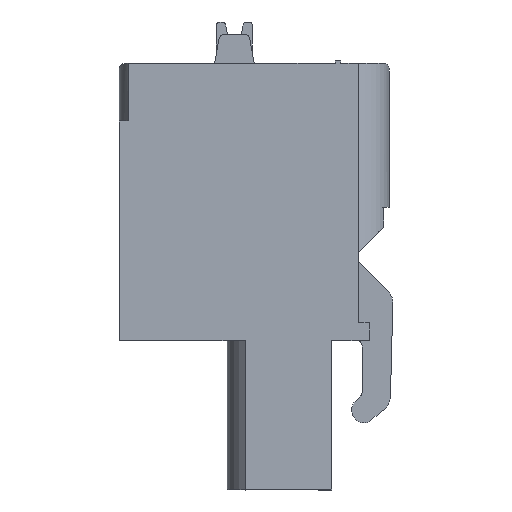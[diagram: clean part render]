
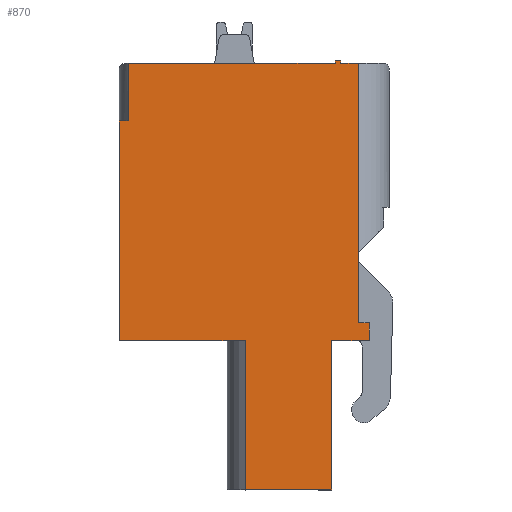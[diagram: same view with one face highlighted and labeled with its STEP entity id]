
A CAD part, left-side view. The second image highlights one B-rep face of the part: STEP entity #870.
In plain terms, the highlighted planar face has unit normal (-1, 0, 0).
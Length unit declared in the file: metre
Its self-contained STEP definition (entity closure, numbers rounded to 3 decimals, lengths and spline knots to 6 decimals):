
#870=ADVANCED_FACE('',(#1974),#1975,.F.);
#1974=FACE_OUTER_BOUND('',#3306,.T.);
#1975=PLANE('',#3307);
#3306=EDGE_LOOP('',(#6011,#6012,#6013,#6014,#6015,#6016,#6017,#6018,#6019,#6020,#6021,#6022,#6023,#6024,#6025,#6026));
#3307=AXIS2_PLACEMENT_3D('',#6027,#6028,#6029);
#6011=ORIENTED_EDGE('',*,*,#9082,.T.);
#6012=ORIENTED_EDGE('',*,*,#9010,.T.);
#6013=ORIENTED_EDGE('',*,*,#8063,.T.);
#6014=ORIENTED_EDGE('',*,*,#8235,.T.);
#6015=ORIENTED_EDGE('',*,*,#9083,.T.);
#6016=ORIENTED_EDGE('',*,*,#9050,.T.);
#6017=ORIENTED_EDGE('',*,*,#9084,.T.);
#6018=ORIENTED_EDGE('',*,*,#9085,.T.);
#6019=ORIENTED_EDGE('',*,*,#9086,.T.);
#6020=ORIENTED_EDGE('',*,*,#9087,.T.);
#6021=ORIENTED_EDGE('',*,*,#9088,.T.);
#6022=ORIENTED_EDGE('',*,*,#8929,.T.);
#6023=ORIENTED_EDGE('',*,*,#8682,.T.);
#6024=ORIENTED_EDGE('',*,*,#9089,.F.);
#6025=ORIENTED_EDGE('',*,*,#8745,.F.);
#6026=ORIENTED_EDGE('',*,*,#9090,.F.);
#6027=CARTESIAN_POINT('',(-0.00508,0.005034,-0.007));
#6028=DIRECTION('',(1.0,0.,0.));
#6029=DIRECTION('',(0.,0.0,1.0));
#8063=EDGE_CURVE('',#9717,#9715,#9718,.T.);
#8235=EDGE_CURVE('',#9715,#10017,#10019,.T.);
#8682=EDGE_CURVE('',#10756,#10754,#10757,.T.);
#8745=EDGE_CURVE('',#10855,#10857,#10858,.T.);
#8929=EDGE_CURVE('',#11132,#10756,#11133,.T.);
#9010=EDGE_CURVE('',#11249,#9717,#11250,.T.);
#9050=EDGE_CURVE('',#11307,#11305,#11308,.T.);
#9082=EDGE_CURVE('',#11349,#11249,#11350,.T.);
#9083=EDGE_CURVE('',#10017,#11307,#11351,.T.);
#9084=EDGE_CURVE('',#11305,#11352,#11353,.T.);
#9085=EDGE_CURVE('',#11352,#11354,#11355,.T.);
#9086=EDGE_CURVE('',#11354,#11356,#11357,.T.);
#9087=EDGE_CURVE('',#11356,#11358,#11359,.T.);
#9088=EDGE_CURVE('',#11358,#11132,#11360,.T.);
#9089=EDGE_CURVE('',#10857,#10754,#11361,.T.);
#9090=EDGE_CURVE('',#11349,#10855,#11362,.T.);
#9715=VERTEX_POINT('',#12129);
#9717=VERTEX_POINT('',#12132);
#9718=LINE('',#12133,#12134);
#10017=VERTEX_POINT('',#12557);
#10019=LINE('',#12560,#12561);
#10754=VERTEX_POINT('',#13602);
#10756=VERTEX_POINT('',#13605);
#10757=LINE('',#13606,#13607);
#10855=VERTEX_POINT('',#13747);
#10857=VERTEX_POINT('',#13750);
#10858=LINE('',#13751,#13752);
#11132=VERTEX_POINT('',#14142);
#11133=LINE('',#14143,#14144);
#11249=VERTEX_POINT('',#14309);
#11250=LINE('',#14310,#14311);
#11305=VERTEX_POINT('',#14391);
#11307=VERTEX_POINT('',#14394);
#11308=LINE('',#14395,#14396);
#11349=VERTEX_POINT('',#14455);
#11350=LINE('',#14456,#14457);
#11351=LINE('',#14458,#14459);
#11352=VERTEX_POINT('',#14460);
#11353=LINE('',#14461,#14462);
#11354=VERTEX_POINT('',#14463);
#11355=LINE('',#14464,#14465);
#11356=VERTEX_POINT('',#14466);
#11357=LINE('',#14467,#14468);
#11358=VERTEX_POINT('',#14469);
#11359=LINE('',#14470,#14471);
#11360=LINE('',#14472,#14473);
#11361=LINE('',#14474,#14475);
#11362=LINE('',#14476,#14477);
#12129=CARTESIAN_POINT('',(-0.00508,0.0,-0.0083));
#12132=CARTESIAN_POINT('',(-0.00508,0.,-0.00815));
#12133=CARTESIAN_POINT('',(-0.00508,0.,-0.0083));
#12134=VECTOR('',#15391,1.0);
#12557=CARTESIAN_POINT('',(-0.00508,0.0115,-0.0083));
#12560=CARTESIAN_POINT('',(-0.00508,0.0115,-0.0083));
#12561=VECTOR('',#15597,1.0);
#13602=CARTESIAN_POINT('',(-0.00508,-0.0019,-0.0227));
#13605=CARTESIAN_POINT('',(-0.00508,-0.0019,-0.0237));
#13606=CARTESIAN_POINT('',(-0.00508,-0.0019,-0.007));
#13607=VECTOR('',#16079,1.0);
#13747=CARTESIAN_POINT('',(-0.00508,-0.0013,-0.0083));
#13750=CARTESIAN_POINT('',(-0.00508,-0.0013,-0.0227));
#13751=CARTESIAN_POINT('',(-0.00508,-0.0013,-0.0238));
#13752=VECTOR('',#16147,1.0);
#14142=CARTESIAN_POINT('',(-0.00508,0.0002,-0.0237));
#14143=CARTESIAN_POINT('',(-0.00508,-0.0003,-0.0237));
#14144=VECTOR('',#16351,1.0);
#14309=CARTESIAN_POINT('',(-0.00508,-0.0003,-0.00815));
#14310=CARTESIAN_POINT('',(-0.00508,0.,-0.00815));
#14311=VECTOR('',#16431,1.0);
#14391=CARTESIAN_POINT('',(-0.00508,0.012,-0.0115));
#14394=CARTESIAN_POINT('',(-0.00508,0.0115,-0.0115));
#14395=CARTESIAN_POINT('',(-0.00508,0.012,-0.0115));
#14396=VECTOR('',#16467,1.0);
#14455=CARTESIAN_POINT('',(-0.00508,-0.0003,-0.0083));
#14456=CARTESIAN_POINT('',(-0.00508,-0.0003,-0.00815));
#14457=VECTOR('',#16501,1.0);
#14458=CARTESIAN_POINT('',(-0.00508,0.0115,-0.0115));
#14459=VECTOR('',#16502,1.0);
#14460=CARTESIAN_POINT('',(-0.00508,0.012,-0.0237));
#14461=CARTESIAN_POINT('',(-0.00508,0.012,-0.0237));
#14462=VECTOR('',#16503,1.0);
#14463=CARTESIAN_POINT('',(-0.00508,0.005,-0.0237));
#14464=CARTESIAN_POINT('',(-0.00508,0.0112,-0.0237));
#14465=VECTOR('',#16504,1.0);
#14466=CARTESIAN_POINT('',(-0.00508,0.005,-0.032));
#14467=CARTESIAN_POINT('',(-0.00508,0.005,-0.032));
#14468=VECTOR('',#16505,1.0);
#14469=CARTESIAN_POINT('',(-0.00508,0.0002,-0.032));
#14470=CARTESIAN_POINT('',(-0.00508,0.0002,-0.032));
#14471=VECTOR('',#16506,1.0);
#14472=CARTESIAN_POINT('',(-0.00508,0.0002,-0.0237));
#14473=VECTOR('',#16507,1.0);
#14474=CARTESIAN_POINT('',(-0.00508,-0.0003,-0.0227));
#14475=VECTOR('',#16508,1.0);
#14476=CARTESIAN_POINT('',(-0.00508,0.0117,-0.0083));
#14477=VECTOR('',#16509,1.0);
#15391=DIRECTION('',(0.0,0.0,-1.0));
#15597=DIRECTION('',(0.0,1.0,0.0));
#16079=DIRECTION('',(0.,0.,1.0));
#16147=DIRECTION('',(0.,0.,-1.0));
#16351=DIRECTION('',(0.0,-1.0,0.0));
#16431=DIRECTION('',(0.0,1.0,0.0));
#16467=DIRECTION('',(0.0,1.0,0.0));
#16501=DIRECTION('',(0.0,0.0,1.0));
#16502=DIRECTION('',(0.,0.0,-1.0));
#16503=DIRECTION('',(0.,0.0,-1.0));
#16504=DIRECTION('',(0.0,-1.0,0.0));
#16505=DIRECTION('',(0.0,0.,-1.0));
#16506=DIRECTION('',(0.0,-1.0,0.));
#16507=DIRECTION('',(0.0,0.0,1.0));
#16508=DIRECTION('',(0.,-1.0,0.));
#16509=DIRECTION('',(0.,-1.0,0.));
